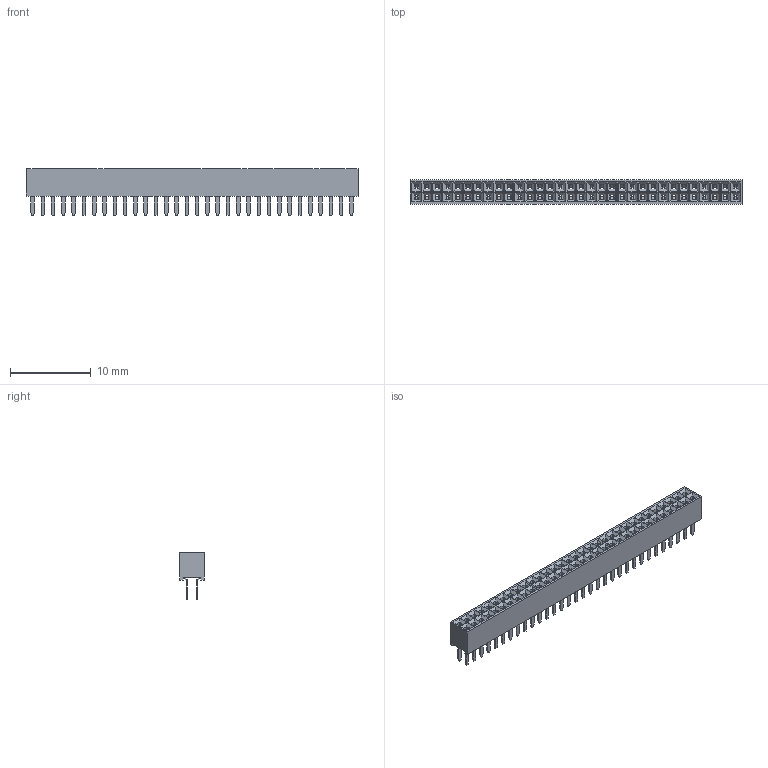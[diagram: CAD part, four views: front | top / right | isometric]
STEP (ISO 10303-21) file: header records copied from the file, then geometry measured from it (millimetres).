
FILE_DESCRIPTION (( 'STEP AP214' ), '1' );
FILE_NAME ('FFH12703-D64S1014K6K-REF.STEP', '2026-04-14T00:47:27', ( '' ), ( '' ), 'SwSTEP 2.0', 'SolidWorks 2021', '' );
FILE_SCHEMA (( 'AUTOMOTIVE_DESIGN' ));
Length unit declared in the file: millimetre
Products named in the file (1): FFH12703-D64S1014K6K-REF
Bounding box: 40.99 x 3 x 5.8 mm (x, y, z)
Volume: 291.6 mm3; surface area: 1761 mm2
Topology: 1 solids, 1 shells, 4058 faces, 11064 edges, 6944 vertices
Faces by surface type: plane 3034, cylinder 1024
Entity records: 126562 total; most frequent: CARTESIAN_POINT 22163, ORIENTED_EDGE 22128, DIRECTION 21198, EDGE_CURVE 11064, VECTOR 8984, LINE 8984, VERTEX_POINT 6944, AXIS2_PLACEMENT_3D 6107
